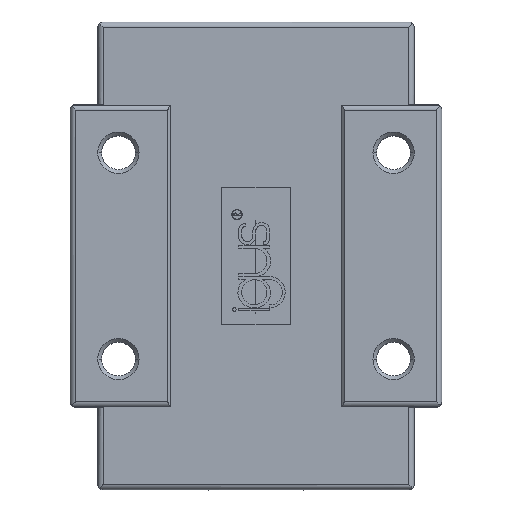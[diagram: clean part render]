
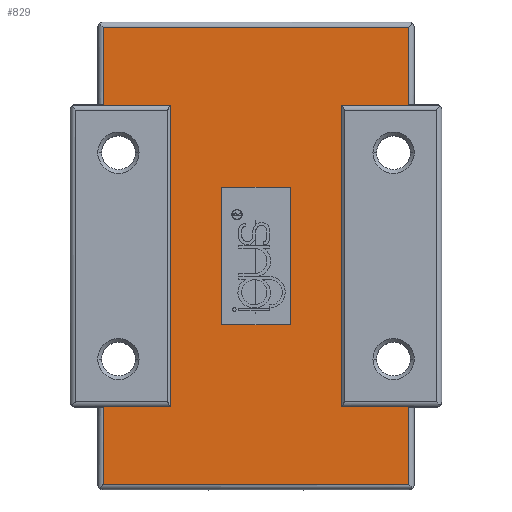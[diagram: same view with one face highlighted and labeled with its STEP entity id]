
A CAD part, top view. The second image highlights one B-rep face of the part: STEP entity #829.
In plain terms, the highlighted planar face has unit normal (0, 0, 1).
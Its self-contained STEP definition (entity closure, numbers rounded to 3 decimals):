
#829=ADVANCED_FACE('',(#1679,#1680),#1681,.T.);
#1679=FACE_BOUND('',#2553,.T.);
#1680=FACE_OUTER_BOUND('',#2554,.T.);
#1681=PLANE('',#2555);
#2553=EDGE_LOOP('',(#4894,#4895,#4896,#4897));
#2554=EDGE_LOOP('',(#4898,#4899,#4900,#4901,#4902,#4903,#4904,#4905,#4906,#4907,#4908,#4909,#4910,#4911,#4912,#4913,#4914,#4915,#4916,#4917));
#2555=AXIS2_PLACEMENT_3D('',#4918,#4919,#4920);
#4894=ORIENTED_EDGE('',*,*,#6020,.T.);
#4895=ORIENTED_EDGE('',*,*,#6024,.T.);
#4896=ORIENTED_EDGE('',*,*,#6027,.T.);
#4897=ORIENTED_EDGE('',*,*,#6029,.T.);
#4898=ORIENTED_EDGE('',*,*,#6255,.T.);
#4899=ORIENTED_EDGE('',*,*,#6145,.F.);
#4900=ORIENTED_EDGE('',*,*,#6242,.F.);
#4901=ORIENTED_EDGE('',*,*,#6238,.F.);
#4902=ORIENTED_EDGE('',*,*,#6221,.T.);
#4903=ORIENTED_EDGE('',*,*,#6171,.F.);
#4904=ORIENTED_EDGE('',*,*,#6256,.F.);
#4905=ORIENTED_EDGE('',*,*,#6215,.F.);
#4906=ORIENTED_EDGE('',*,*,#6257,.F.);
#4907=ORIENTED_EDGE('',*,*,#6167,.F.);
#4908=ORIENTED_EDGE('',*,*,#6258,.F.);
#4909=ORIENTED_EDGE('',*,*,#6184,.T.);
#4910=ORIENTED_EDGE('',*,*,#6259,.F.);
#4911=ORIENTED_EDGE('',*,*,#6260,.F.);
#4912=ORIENTED_EDGE('',*,*,#6251,.F.);
#4913=ORIENTED_EDGE('',*,*,#6154,.T.);
#4914=ORIENTED_EDGE('',*,*,#6261,.T.);
#4915=ORIENTED_EDGE('',*,*,#6262,.F.);
#4916=ORIENTED_EDGE('',*,*,#6263,.F.);
#4917=ORIENTED_EDGE('',*,*,#6158,.T.);
#4918=CARTESIAN_POINT('',(-3.1,6.0,5.9));
#4919=DIRECTION('',(0.0,0.0,1.0));
#4920=DIRECTION('',(1.0,0.0,0.0));
#6020=EDGE_CURVE('',#7416,#7414,#7417,.T.);
#6024=EDGE_CURVE('',#7414,#7420,#7422,.T.);
#6027=EDGE_CURVE('',#7420,#7424,#7426,.T.);
#6029=EDGE_CURVE('',#7424,#7416,#7428,.T.);
#6145=EDGE_CURVE('',#7590,#7593,#7594,.T.);
#6154=EDGE_CURVE('',#7610,#7608,#7611,.T.);
#6158=EDGE_CURVE('',#7617,#7614,#7618,.T.);
#6167=EDGE_CURVE('',#7632,#7626,#7634,.T.);
#6171=EDGE_CURVE('',#7639,#7641,#7642,.T.);
#6184=EDGE_CURVE('',#7664,#7662,#7665,.T.);
#6215=EDGE_CURVE('',#7709,#7710,#7711,.T.);
#6221=EDGE_CURVE('',#7719,#7641,#7720,.T.);
#6238=EDGE_CURVE('',#7719,#7744,#7745,.T.);
#6242=EDGE_CURVE('',#7744,#7590,#7749,.T.);
#6251=EDGE_CURVE('',#7610,#7761,#7762,.T.);
#6255=EDGE_CURVE('',#7614,#7593,#7767,.T.);
#6256=EDGE_CURVE('',#7710,#7639,#7768,.T.);
#6257=EDGE_CURVE('',#7626,#7709,#7769,.T.);
#6258=EDGE_CURVE('',#7664,#7632,#7770,.T.);
#6259=EDGE_CURVE('',#7771,#7662,#7772,.T.);
#6260=EDGE_CURVE('',#7761,#7771,#7773,.T.);
#6261=EDGE_CURVE('',#7608,#7774,#7775,.T.);
#6262=EDGE_CURVE('',#7776,#7774,#7777,.T.);
#6263=EDGE_CURVE('',#7617,#7776,#7778,.T.);
#7414=VERTEX_POINT('',#9358);
#7416=VERTEX_POINT('',#9361);
#7417=LINE('',#9362,#9363);
#7420=VERTEX_POINT('',#9367);
#7422=LINE('',#9370,#9371);
#7424=VERTEX_POINT('',#9373);
#7426=LINE('',#9376,#9377);
#7428=LINE('',#9379,#9380);
#7590=VERTEX_POINT('',#9616);
#7593=VERTEX_POINT('',#9619);
#7594=LINE('',#9620,#9621);
#7608=VERTEX_POINT('',#9637);
#7610=VERTEX_POINT('',#9639);
#7611=LINE('',#9640,#9641);
#7614=VERTEX_POINT('',#9644);
#7617=VERTEX_POINT('',#9647);
#7618=LINE('',#9648,#9649);
#7626=VERTEX_POINT('',#9658);
#7632=VERTEX_POINT('',#9665);
#7634=LINE('',#9667,#9668);
#7639=VERTEX_POINT('',#9673);
#7641=VERTEX_POINT('',#9675);
#7642=LINE('',#9676,#9677);
#7662=VERTEX_POINT('',#9704);
#7664=VERTEX_POINT('',#9706);
#7665=LINE('',#9707,#9708);
#7709=VERTEX_POINT('',#9767);
#7710=VERTEX_POINT('',#9768);
#7711=LINE('',#9769,#9770);
#7719=VERTEX_POINT('',#9780);
#7720=LINE('',#9781,#9782);
#7744=VERTEX_POINT('',#9813);
#7745=LINE('',#9814,#9815);
#7749=CIRCLE('',#9821,0.4);
#7761=VERTEX_POINT('',#9836);
#7762=LINE('',#9837,#9838);
#7767=LINE('',#9844,#9845);
#7768=LINE('',#9846,#9847);
#7769=CIRCLE('',#9848,0.4);
#7770=LINE('',#9849,#9850);
#7771=VERTEX_POINT('',#9851);
#7772=CIRCLE('',#9852,0.4);
#7773=LINE('',#9853,#9854);
#7774=VERTEX_POINT('',#9855);
#7775=LINE('',#9856,#9857);
#7776=VERTEX_POINT('',#9858);
#7777=LINE('',#9859,#9860);
#7778=CIRCLE('',#9861,0.4);
#9358=CARTESIAN_POINT('',(-2.5,12.0,5.9));
#9361=CARTESIAN_POINT('',(2.5,12.0,5.9));
#9362=CARTESIAN_POINT('',(-1.55,12.0,5.9));
#9363=VECTOR('',#10790,1.0);
#9367=CARTESIAN_POINT('',(-2.5,22.0,5.9));
#9370=CARTESIAN_POINT('',(-2.5,11.5,5.9));
#9371=VECTOR('',#10793,1.0);
#9373=CARTESIAN_POINT('',(2.5,22.0,5.9));
#9376=CARTESIAN_POINT('',(-1.55,22.0,5.9));
#9377=VECTOR('',#10795,1.0);
#9379=CARTESIAN_POINT('',(2.5,11.5,5.9));
#9380=VECTOR('',#10796,1.0);
#9616=CARTESIAN_POINT('',(13.3,27.946,5.9));
#9619=CARTESIAN_POINT('',(6.2,27.946,5.9));
#9620=CARTESIAN_POINT('',(27.0,27.946,5.9));
#9621=VECTOR('',#10963,1.0);
#9637=CARTESIAN_POINT('',(11.1,0.4,5.9));
#9639=CARTESIAN_POINT('',(-11.1,0.4,5.9));
#9640=CARTESIAN_POINT('',(0.,0.4,5.9));
#9641=VECTOR('',#10981,1.0);
#9644=CARTESIAN_POINT('',(6.2,6.054,5.9));
#9647=CARTESIAN_POINT('',(13.3,6.054,5.9));
#9648=CARTESIAN_POINT('',(27.0,6.054,5.9));
#9649=VECTOR('',#10988,1.0);
#9658=CARTESIAN_POINT('',(-13.3,27.946,5.9));
#9665=CARTESIAN_POINT('',(-6.2,27.946,5.9));
#9667=CARTESIAN_POINT('',(27.0,27.946,5.9));
#9668=VECTOR('',#11006,1.0);
#9673=CARTESIAN_POINT('',(-11.1,33.6,5.9));
#9675=CARTESIAN_POINT('',(11.1,33.6,5.9));
#9676=CARTESIAN_POINT('',(0.,33.6,5.9));
#9677=VECTOR('',#11013,1.0);
#9704=CARTESIAN_POINT('',(-13.3,6.054,5.9));
#9706=CARTESIAN_POINT('',(-6.2,6.054,5.9));
#9707=CARTESIAN_POINT('',(27.0,6.054,5.9));
#9708=VECTOR('',#11037,1.0);
#9767=CARTESIAN_POINT('',(-13.1,28.0,5.9));
#9768=CARTESIAN_POINT('',(-11.1,28.0,5.9));
#9769=CARTESIAN_POINT('',(13.5,28.0,5.9));
#9770=VECTOR('',#11080,1.0);
#9780=CARTESIAN_POINT('',(11.1,28.0,5.9));
#9781=CARTESIAN_POINT('',(11.1,28.0,5.9));
#9782=VECTOR('',#11089,1.0);
#9813=CARTESIAN_POINT('',(13.1,28.0,5.9));
#9814=CARTESIAN_POINT('',(13.5,28.0,5.9));
#9815=VECTOR('',#11112,1.0);
#9821=AXIS2_PLACEMENT_3D('',#11115,#11116,#11117);
#9836=CARTESIAN_POINT('',(-11.1,6.0,5.9));
#9837=CARTESIAN_POINT('',(-11.1,0.0,5.9));
#9838=VECTOR('',#11130,1.0);
#9844=CARTESIAN_POINT('',(6.2,6.0,5.9));
#9845=VECTOR('',#11135,1.0);
#9846=CARTESIAN_POINT('',(-11.1,28.0,5.9));
#9847=VECTOR('',#11136,1.0);
#9848=AXIS2_PLACEMENT_3D('',#11137,#11138,#11139);
#9849=CARTESIAN_POINT('',(-6.2,6.0,5.9));
#9850=VECTOR('',#11140,1.0);
#9851=CARTESIAN_POINT('',(-13.1,6.0,5.9));
#9852=AXIS2_PLACEMENT_3D('',#11141,#11142,#11143);
#9853=CARTESIAN_POINT('',(13.5,6.0,5.9));
#9854=VECTOR('',#11144,1.0);
#9855=CARTESIAN_POINT('',(11.1,6.0,5.9));
#9856=CARTESIAN_POINT('',(11.1,0.0,5.9));
#9857=VECTOR('',#11145,1.0);
#9858=CARTESIAN_POINT('',(13.1,6.0,5.9));
#9859=CARTESIAN_POINT('',(13.5,6.0,5.9));
#9860=VECTOR('',#11146,1.0);
#9861=AXIS2_PLACEMENT_3D('',#11147,#11148,#11149);
#10790=DIRECTION('',(-1.0,0.0,0.0));
#10793=DIRECTION('',(0.0,1.0,0.0));
#10795=DIRECTION('',(1.0,0.0,-0.0));
#10796=DIRECTION('',(0.0,-1.0,0.0));
#10963=DIRECTION('',(-1.0,0.0,0.0));
#10981=DIRECTION('',(1.0,0.0,0.0));
#10988=DIRECTION('',(-1.0,0.0,0.0));
#11006=DIRECTION('',(-1.0,0.0,0.0));
#11013=DIRECTION('',(1.0,0.0,0.0));
#11037=DIRECTION('',(-1.0,0.0,0.0));
#11080=DIRECTION('',(1.0,0.0,0.0));
#11089=DIRECTION('',(0.0,1.0,0.0));
#11112=DIRECTION('',(1.0,0.0,0.0));
#11115=CARTESIAN_POINT('',(13.1,27.6,5.9));
#11116=DIRECTION('',(0.0,0.0,-1.0));
#11117=DIRECTION('',(1.0,0.,0.0));
#11130=DIRECTION('',(0.0,1.0,0.0));
#11135=DIRECTION('',(0.0,1.0,0.0));
#11136=DIRECTION('',(0.0,1.0,0.0));
#11137=CARTESIAN_POINT('',(-13.1,27.6,5.9));
#11138=DIRECTION('',(0.0,0.0,-1.0));
#11139=DIRECTION('',(0.,1.0,0.0));
#11140=DIRECTION('',(0.0,1.0,0.0));
#11141=CARTESIAN_POINT('',(-13.1,6.4,5.9));
#11142=DIRECTION('',(0.0,0.0,-1.0));
#11143=DIRECTION('',(-1.0,0.,0.0));
#11144=DIRECTION('',(-1.0,-0.0,-0.0));
#11145=DIRECTION('',(0.0,1.0,0.0));
#11146=DIRECTION('',(-1.0,-0.0,-0.0));
#11147=CARTESIAN_POINT('',(13.1,6.4,5.9));
#11148=DIRECTION('',(-0.0,0.0,-1.0));
#11149=DIRECTION('',(0.,-1.0,0.0));
